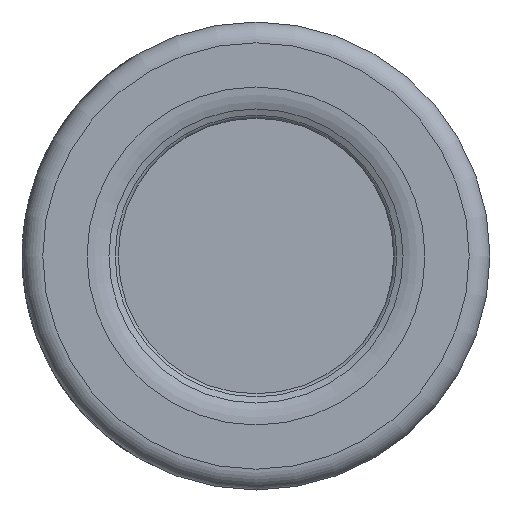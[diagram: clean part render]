
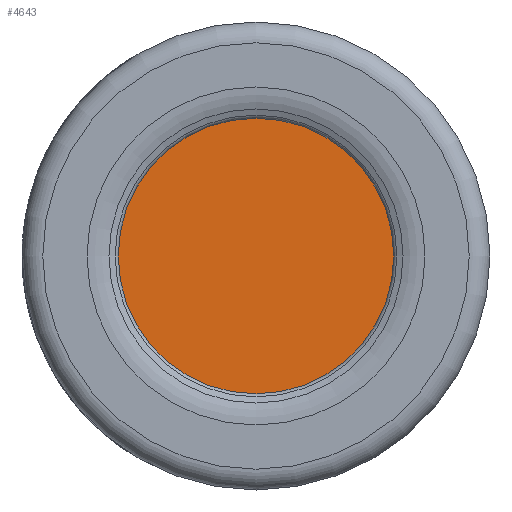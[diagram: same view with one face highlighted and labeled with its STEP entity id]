
A CAD part, left-side view. The second image highlights one B-rep face of the part: STEP entity #4643.
In plain terms, the highlighted face is planar.
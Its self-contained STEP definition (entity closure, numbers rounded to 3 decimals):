
#263=PLANE('',#4744);
#1458=FACE_OUTER_BOUND('',#1741,.T.);
#1741=EDGE_LOOP('',(#4326));
#1786=CIRCLE('',#4745,13.339);
#2260=VERTEX_POINT('',#11570);
#2952=EDGE_CURVE('',#2260,#2260,#1786,.T.);
#4326=ORIENTED_EDGE('',*,*,#2952,.F.);
#4643=ADVANCED_FACE('',(#1458),#263,.F.);
#4744=AXIS2_PLACEMENT_3D('',#11569,#5158,#5159);
#4745=AXIS2_PLACEMENT_3D('',#11571,#5160,#5161);
#5158=DIRECTION('center_axis',(-1.,0.,0.));
#5159=DIRECTION('ref_axis',(0.,-1.,0.));
#5160=DIRECTION('center_axis',(-1.,0.,0.));
#5161=DIRECTION('ref_axis',(0.,0.,1.));
#11569=CARTESIAN_POINT('Origin',(72.006,0.,
0.));
#11570=CARTESIAN_POINT('',(72.006,13.339,0.));
#11571=CARTESIAN_POINT('Origin',(72.006,0.,
0.));
